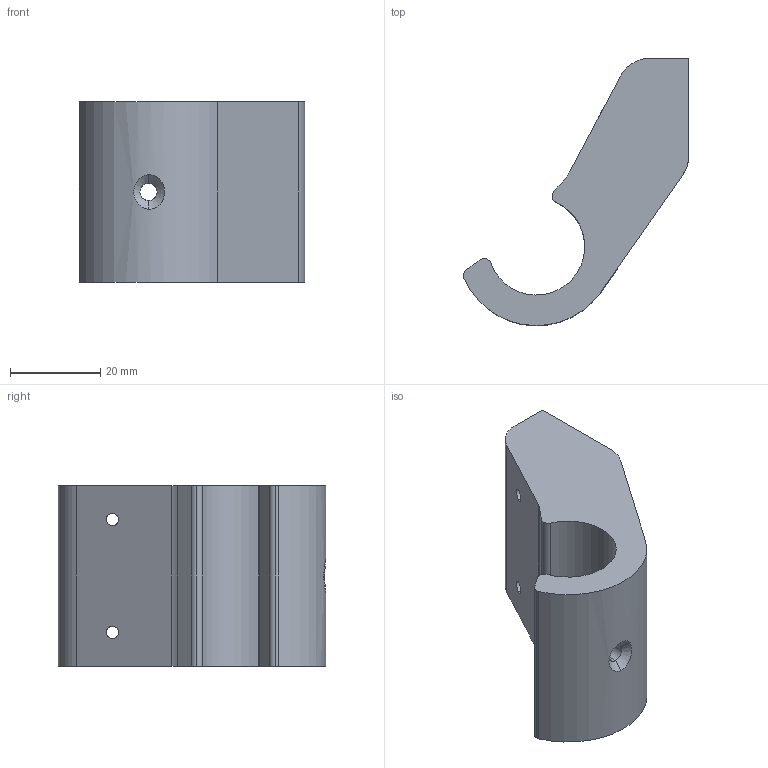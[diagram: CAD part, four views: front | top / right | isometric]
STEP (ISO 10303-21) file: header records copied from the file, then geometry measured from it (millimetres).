
FILE_DESCRIPTION (( 'STEP AP203' ), '1' );
FILE_NAME ('middle support.STEP', '2024-03-02T00:16:41', ( '' ), ( '' ), 'SwSTEP 2.0', 'SolidWorks 2018', '' );
FILE_SCHEMA (( 'CONFIG_CONTROL_DESIGN' ));
Length unit declared in the file: millimetre
Products named in the file (1): middle support
Bounding box: 49.94 x 59.3 x 40 mm (x, y, z)
Volume: 43956.9 mm3; surface area: 10373.5 mm2
Topology: 1 solids, 1 shells, 26 faces, 70 edges, 46 vertices
Faces by surface type: cylinder 18, plane 6, cone 2
Entity records: 1029 total; most frequent: CARTESIAN_POINT 275, DIRECTION 146, ORIENTED_EDGE 140, EDGE_CURVE 70, AXIS2_PLACEMENT_3D 57, VERTEX_POINT 46, LINE 32, EDGE_LOOP 32
